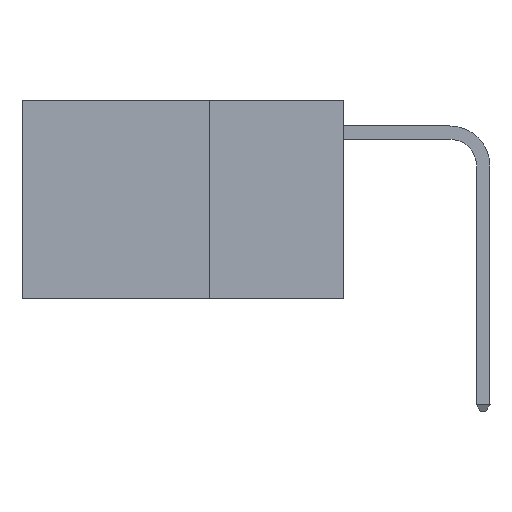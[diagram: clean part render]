
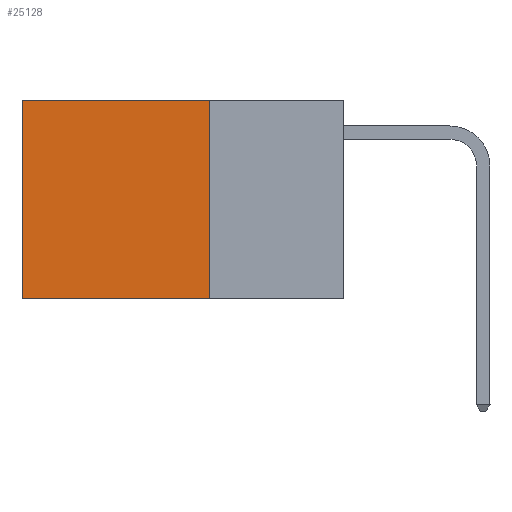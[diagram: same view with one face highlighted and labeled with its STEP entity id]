
A CAD part, left-side view. The second image highlights one B-rep face of the part: STEP entity #25128.
In plain terms, the highlighted planar face has unit normal (-1, 0, 0).
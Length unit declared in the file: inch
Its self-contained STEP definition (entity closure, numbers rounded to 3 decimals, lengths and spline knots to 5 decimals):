
#1676 = DIRECTION ( 'NONE',  ( 0., 0., -1. ) ) ;
#1882 = DIRECTION ( 'NONE',  ( 0., 1., 0. ) ) ;
#2091 = VECTOR ( 'NONE', #1882, 39.37008 ) ;
#3043 = CARTESIAN_POINT ( 'NONE',  ( 0.2625, 0.25, 0. ) ) ;
#3220 = VECTOR ( 'NONE', #15535, 39.37008 ) ;
#4105 = EDGE_LOOP ( 'NONE', ( #13504, #17275, #15443, #7899 ) ) ;
#5180 = VERTEX_POINT ( 'NONE', #6487 ) ;
#5523 = VECTOR ( 'NONE', #20697, 39.37008 ) ;
#5774 = CARTESIAN_POINT ( 'NONE',  ( 0.2625, 0.6, 0. ) ) ;
#6040 = VERTEX_POINT ( 'NONE', #20238 ) ;
#6487 = CARTESIAN_POINT ( 'NONE',  ( 0.2625, 0.6, 0. ) ) ;
#7899 = ORIENTED_EDGE ( 'NONE', *, *, #24785, .T. ) ;
#8316 = CARTESIAN_POINT ( 'NONE',  ( 0.2625, 0.25, 0. ) ) ;
#8982 = VERTEX_POINT ( 'NONE', #3043 ) ;
#9030 = LINE ( 'NONE', #13448, #3220 ) ;
#10632 = VERTEX_POINT ( 'NONE', #12683 ) ;
#11000 = FACE_OUTER_BOUND ( 'NONE', #4105, .T. ) ;
#11159 = EDGE_CURVE ( 'NONE', #5180, #10632, #11213, .T. ) ;
#11213 = LINE ( 'NONE', #5774, #5523 ) ;
#12532 = PLANE ( 'NONE',  #20308 ) ;
#12683 = CARTESIAN_POINT ( 'NONE',  ( 0.2625, 0.6, -0.37 ) ) ;
#13448 = CARTESIAN_POINT ( 'NONE',  ( 0.2625, 0.25, 0. ) ) ;
#13504 = ORIENTED_EDGE ( 'NONE', *, *, #11159, .T. ) ;
#13619 = LINE ( 'NONE', #25427, #2091 ) ;
#14614 = DIRECTION ( 'NONE',  ( 1., 0., 0. ) ) ;
#15443 = ORIENTED_EDGE ( 'NONE', *, *, #25686, .F. ) ;
#15535 = DIRECTION ( 'NONE',  ( 0., 1., 0. ) ) ;
#16839 = VECTOR ( 'NONE', #25034, 39.37008 ) ;
#17275 = ORIENTED_EDGE ( 'NONE', *, *, #22366, .F. ) ;
#20238 = CARTESIAN_POINT ( 'NONE',  ( 0.2625, 0.25, -0.37 ) ) ;
#20308 = AXIS2_PLACEMENT_3D ( 'NONE', #8316, #14614, #1676 ) ;
#20697 = DIRECTION ( 'NONE',  ( 0., 0., -1. ) ) ;
#22366 = EDGE_CURVE ( 'NONE', #6040, #10632, #13619, .T. ) ;
#22587 = LINE ( 'NONE', #22920, #16839 ) ;
#22920 = CARTESIAN_POINT ( 'NONE',  ( 0.2625, 0.25, 0. ) ) ;
#24785 = EDGE_CURVE ( 'NONE', #8982, #5180, #9030, .T. ) ;
#25034 = DIRECTION ( 'NONE',  ( 0., 0., -1. ) ) ;
#25128 = ADVANCED_FACE ( 'NONE', ( #11000 ), #12532, .F. ) ;
#25427 = CARTESIAN_POINT ( 'NONE',  ( 0.2625, 0.25, -0.37 ) ) ;
#25686 = EDGE_CURVE ( 'NONE', #8982, #6040, #22587, .T. ) ;
